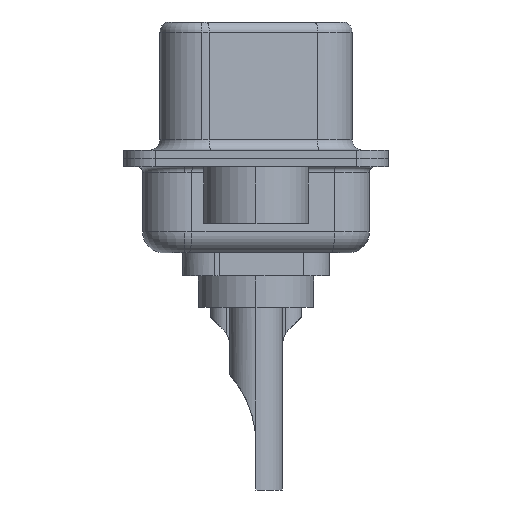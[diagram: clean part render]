
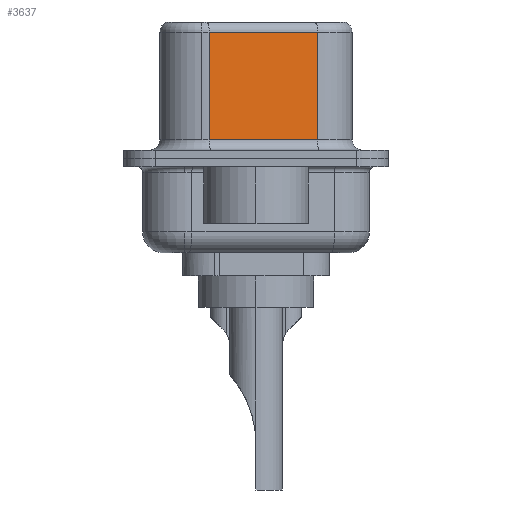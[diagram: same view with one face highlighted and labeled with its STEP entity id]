
A CAD part, left-side view. The second image highlights one B-rep face of the part: STEP entity #3637.
In plain terms, the highlighted planar face has unit normal (-0.985, -0.174, 0).
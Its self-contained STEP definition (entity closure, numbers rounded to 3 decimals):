
#718 = LINE ( 'NONE', #17401, #6239 ) ;
#2165 = EDGE_LOOP ( 'NONE', ( #20122, #4647, #4939, #9397 ) ) ;
#2631 = EDGE_CURVE ( 'NONE', #13100, #9868, #12095, .T. ) ;
#3412 = DIRECTION ( 'NONE',  ( 0., 0., -1. ) ) ;
#3554 = VECTOR ( 'NONE', #3412, 1000. ) ;
#3637 = ADVANCED_FACE ( 'NONE', ( #15941 ), #10758, .F. ) ;
#4140 = VECTOR ( 'NONE', #11298, 1000. ) ;
#4386 = LINE ( 'NONE', #15093, #15503 ) ;
#4647 = ORIENTED_EDGE ( 'NONE', *, *, #16804, .T. ) ;
#4939 = ORIENTED_EDGE ( 'NONE', *, *, #15535, .T. ) ;
#5149 = CARTESIAN_POINT ( 'NONE',  ( 4.585, -2.927, 6.52 ) ) ;
#6239 = VECTOR ( 'NONE', #8001, 1000. ) ;
#8001 = DIRECTION ( 'NONE',  ( 0.174, -0.985, 0. ) ) ;
#9397 = ORIENTED_EDGE ( 'NONE', *, *, #13485, .T. ) ;
#9868 = VERTEX_POINT ( 'NONE', #12683 ) ;
#10758 = PLANE ( 'NONE',  #11372 ) ;
#11084 = VERTEX_POINT ( 'NONE', #14055 ) ;
#11298 = DIRECTION ( 'NONE',  ( 0., 0., -1. ) ) ;
#11372 = AXIS2_PLACEMENT_3D ( 'NONE', #5149, #20208, #12835 ) ;
#12095 = LINE ( 'NONE', #17878, #4140 ) ;
#12683 = CARTESIAN_POINT ( 'NONE',  ( 4.585, -2.927, 0.9 ) ) ;
#12835 = DIRECTION ( 'NONE',  ( -0.174, 0.985, 0. ) ) ;
#13100 = VERTEX_POINT ( 'NONE', #19742 ) ;
#13485 = EDGE_CURVE ( 'NONE', #11084, #9868, #718, .T. ) ;
#13923 = CARTESIAN_POINT ( 'NONE',  ( 3.675, 2.233, 6.02 ) ) ;
#14055 = CARTESIAN_POINT ( 'NONE',  ( 3.675, 2.233, 0.9 ) ) ;
#14388 = CARTESIAN_POINT ( 'NONE',  ( 3.675, 2.233, 6.52 ) ) ;
#15093 = CARTESIAN_POINT ( 'NONE',  ( 4.585, -2.927, 6.02 ) ) ;
#15503 = VECTOR ( 'NONE', #16651, 1000. ) ;
#15535 = EDGE_CURVE ( 'NONE', #18663, #11084, #19723, .T. ) ;
#15941 = FACE_OUTER_BOUND ( 'NONE', #2165, .T. ) ;
#16651 = DIRECTION ( 'NONE',  ( -0.174, 0.985, 0. ) ) ;
#16804 = EDGE_CURVE ( 'NONE', #13100, #18663, #4386, .T. ) ;
#17401 = CARTESIAN_POINT ( 'NONE',  ( 4.585, -2.927, 0.9 ) ) ;
#17878 = CARTESIAN_POINT ( 'NONE',  ( 4.585, -2.927, 6.52 ) ) ;
#18663 = VERTEX_POINT ( 'NONE', #13923 ) ;
#19723 = LINE ( 'NONE', #14388, #3554 ) ;
#19742 = CARTESIAN_POINT ( 'NONE',  ( 4.585, -2.927, 6.02 ) ) ;
#20122 = ORIENTED_EDGE ( 'NONE', *, *, #2631, .F. ) ;
#20208 = DIRECTION ( 'NONE',  ( 0.985, 0.174, 0. ) ) ;
